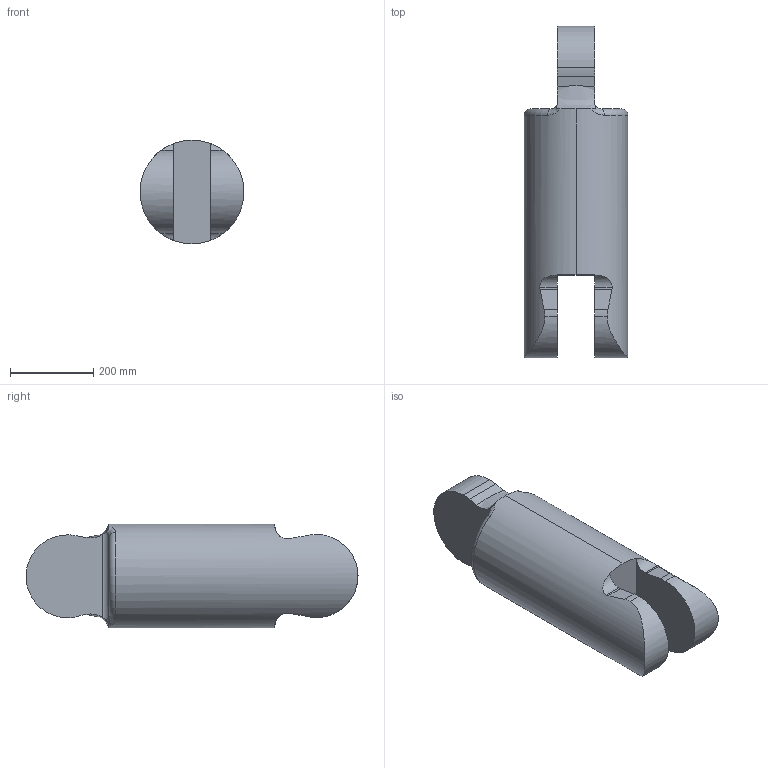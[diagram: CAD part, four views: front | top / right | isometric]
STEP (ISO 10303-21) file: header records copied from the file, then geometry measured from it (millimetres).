
FILE_DESCRIPTION (( 'STEP AP203' ), '1' );
FILE_NAME ('EA_Link2_Default_sldprt.STEP', '2024-02-10T19:29:11', ( '' ), ( '' ), 'SwSTEP 2.0', 'SolidWorks 2023', '' );
FILE_SCHEMA (( 'CONFIG_CONTROL_DESIGN' ));
Length unit declared in the file: millimetre
Products named in the file (1): EA_Link2_Default_sldprt
Bounding box: 250 x 800 x 250 mm (x, y, z)
Volume: 27509905.9 mm3; surface area: 674757.3 mm2
Topology: 1 solids, 1 shells, 40 faces, 110 edges, 72 vertices
Faces by surface type: cylinder 19, plane 13, bspline 6, torus 2
Entity records: 2451 total; most frequent: CARTESIAN_POINT 1425, ORIENTED_EDGE 220, DIRECTION 176, EDGE_CURVE 110, VERTEX_POINT 72, AXIS2_PLACEMENT_3D 69, ADVANCED_FACE 40, EDGE_LOOP 40
